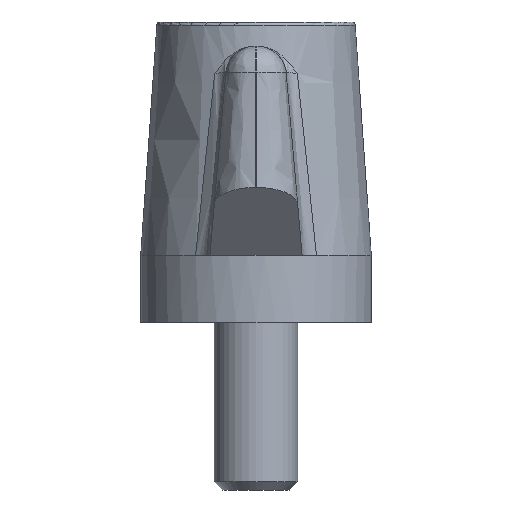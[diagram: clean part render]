
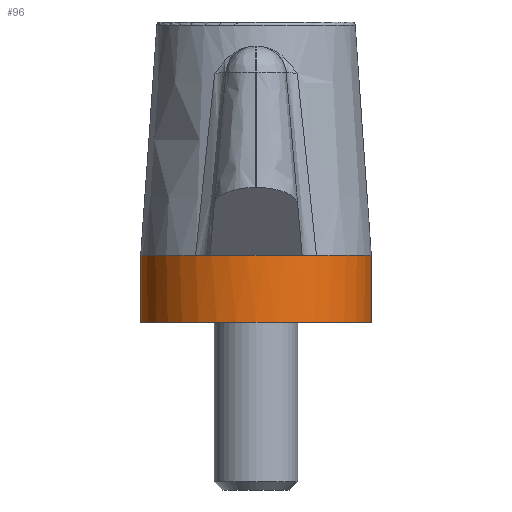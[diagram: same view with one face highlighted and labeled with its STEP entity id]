
A CAD part, front view. The second image highlights one B-rep face of the part: STEP entity #96.
In plain terms, the highlighted cylindrical face has radius 6.875 mm (diameter 13.75 mm), a full revolution.
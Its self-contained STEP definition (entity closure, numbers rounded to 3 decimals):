
#96 = ADVANCED_FACE( '', ( #251, #252 ), #253, .T. );
#251 = FACE_OUTER_BOUND( '', #476, .T. );
#252 = FACE_OUTER_BOUND( '', #477, .T. );
#253 = CYLINDRICAL_SURFACE( '', #478, 6.875 );
#476 = EDGE_LOOP( '', ( #3415, #3416, #3417, #3418 ) );
#477 = EDGE_LOOP( '', ( #3419 ) );
#478 = AXIS2_PLACEMENT_3D( '', #3420, #3421, #3422 );
#3415 = ORIENTED_EDGE( '', *, *, #3893, .F. );
#3416 = ORIENTED_EDGE( '', *, *, #3894, .F. );
#3417 = ORIENTED_EDGE( '', *, *, #3895, .F. );
#3418 = ORIENTED_EDGE( '', *, *, #3896, .F. );
#3419 = ORIENTED_EDGE( '', *, *, #3897, .T. );
#3420 = CARTESIAN_POINT( '', ( 0., 0., 17.902 ) );
#3421 = DIRECTION( '', ( 0., 0., -1. ) );
#3422 = DIRECTION( '', ( 1., 0., 0. ) );
#3893 = EDGE_CURVE( '', #4097, #4098, #4099, .T. );
#3894 = EDGE_CURVE( '', #4100, #4097, #4101, .T. );
#3895 = EDGE_CURVE( '', #4102, #4100, #4103, .T. );
#3896 = EDGE_CURVE( '', #4098, #4102, #4104, .T. );
#3897 = EDGE_CURVE( '', #4105, #4105, #4106, .T. );
#4097 = VERTEX_POINT( '', #4387 );
#4098 = VERTEX_POINT( '', #4388 );
#4099 = CIRCLE( '', #4389, 6.875 );
#4100 = VERTEX_POINT( '', #4390 );
#4101 = CIRCLE( '', #4391, 6.875 );
#4102 = VERTEX_POINT( '', #4392 );
#4103 = CIRCLE( '', #4393, 6.875 );
#4104 = CIRCLE( '', #4394, 6.875 );
#4105 = VERTEX_POINT( '', #4395 );
#4106 = CIRCLE( '', #4396, 6.875 );
#4387 = CARTESIAN_POINT( '', ( 3.604, 5.854, 4. ) );
#4388 = CARTESIAN_POINT( '', ( -3.604, 5.854, 4. ) );
#4389 = AXIS2_PLACEMENT_3D( '', #5477, #5478, #5479 );
#4390 = CARTESIAN_POINT( '', ( 3.604, -5.854, 4. ) );
#4391 = AXIS2_PLACEMENT_3D( '', #5480, #5481, #5482 );
#4392 = CARTESIAN_POINT( '', ( -3.604, -5.854, 4. ) );
#4393 = AXIS2_PLACEMENT_3D( '', #5483, #5484, #5485 );
#4394 = AXIS2_PLACEMENT_3D( '', #5486, #5487, #5488 );
#4395 = CARTESIAN_POINT( '', ( 6.875, 0., 0. ) );
#4396 = AXIS2_PLACEMENT_3D( '', #5489, #5490, #5491 );
#5477 = CARTESIAN_POINT( '', ( 0., 0., 4. ) );
#5478 = DIRECTION( '', ( 0., 0., 1. ) );
#5479 = DIRECTION( '', ( 1., 0., 0. ) );
#5480 = CARTESIAN_POINT( '', ( 0., 0., 4. ) );
#5481 = DIRECTION( '', ( 0., 0., 1. ) );
#5482 = DIRECTION( '', ( 1., 0., 0. ) );
#5483 = CARTESIAN_POINT( '', ( 0., 0., 4. ) );
#5484 = DIRECTION( '', ( 0., 0., 1. ) );
#5485 = DIRECTION( '', ( 1., 0., 0. ) );
#5486 = CARTESIAN_POINT( '', ( 0., 0., 4. ) );
#5487 = DIRECTION( '', ( 0., 0., 1. ) );
#5488 = DIRECTION( '', ( 1., 0., 0. ) );
#5489 = CARTESIAN_POINT( '', ( 0., 0., 0. ) );
#5490 = DIRECTION( '', ( 0., 0., 1. ) );
#5491 = DIRECTION( '', ( 1., 0., 0. ) );
